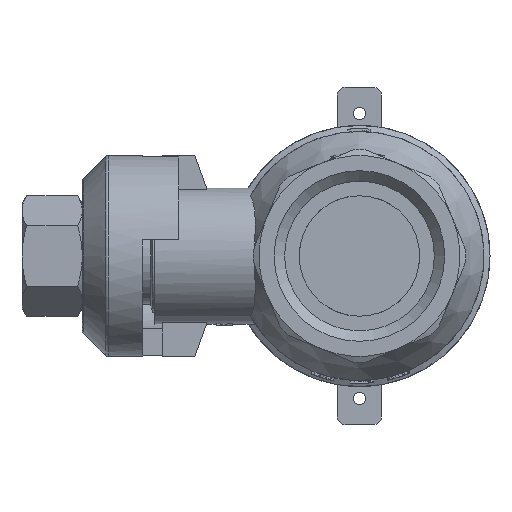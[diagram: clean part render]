
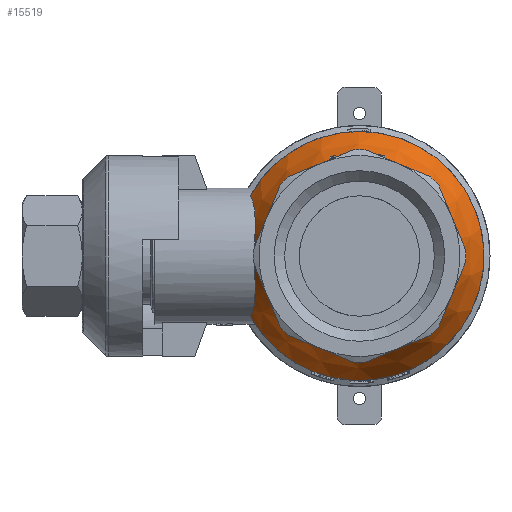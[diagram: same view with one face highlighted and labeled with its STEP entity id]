
A CAD part, left-side view. The second image highlights one B-rep face of the part: STEP entity #15519.
In plain terms, the highlighted conical face has half-angle 28.61 degrees and reference radius 12.5 mm.
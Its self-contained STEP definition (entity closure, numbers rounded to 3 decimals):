
#140=CONICAL_SURFACE('',#22235,12.5,0.499);
#338=B_SPLINE_CURVE_WITH_KNOTS('',3,(#30554,#30555,#30556,#30557,#30558,
#30559,#30560,#30561),.UNSPECIFIED.,.F.,.F.,(4,1,1,1,1,4),(0.,0.002,
0.005,0.009,0.014,0.018),
 .UNSPECIFIED.);
#4298=ORIENTED_EDGE('',*,*,#8801,.F.);
#4299=ORIENTED_EDGE('',*,*,#8435,.T.);
#4300=ORIENTED_EDGE('',*,*,#8861,.F.);
#8435=EDGE_CURVE('',#10750,#10751,#12308,.T.);
#8801=EDGE_CURVE('',#10750,#10751,#338,.T.);
#8861=EDGE_CURVE('',#11175,#11175,#12360,.T.);
#10750=VERTEX_POINT('',#29807);
#10751=VERTEX_POINT('',#29808);
#11175=VERTEX_POINT('',#30709);
#12308=CIRCLE('',#21883,15.5);
#12360=CIRCLE('',#22236,12.5);
#12737=EDGE_LOOP('',(#4298,#4299));
#12738=EDGE_LOOP('',(#4300));
#13792=FACE_BOUND('',#12737,.T.);
#13793=FACE_BOUND('',#12738,.T.);
#15519=ADVANCED_FACE('',(#13792,#13793),#140,.T.);
#21883=AXIS2_PLACEMENT_3D('',#29806,#24245,#24246);
#22235=AXIS2_PLACEMENT_3D('',#30707,#25017,#25018);
#22236=AXIS2_PLACEMENT_3D('',#30708,#25019,#25020);
#24245=DIRECTION('',(0.,-1.,0.));
#24246=DIRECTION('',(0.,0.,-1.));
#25017=DIRECTION('',(0.,1.,0.));
#25018=DIRECTION('',(1.,0.,0.));
#25019=DIRECTION('',(0.,-1.,0.));
#25020=DIRECTION('',(0.,0.,-1.));
#29806=CARTESIAN_POINT('',(0.,-4.,0.));
#29807=CARTESIAN_POINT('',(-7.5,-4.,13.565));
#29808=CARTESIAN_POINT('',(7.5,-4.,13.565));
#30554=CARTESIAN_POINT('',(-7.5,-4.,13.565));
#30555=CARTESIAN_POINT('',(-7.149,-4.659,13.348));
#30556=CARTESIAN_POINT('',(-6.268,-5.893,13.06));
#30557=CARTESIAN_POINT('',(-3.846,-7.858,12.937));
#30558=CARTESIAN_POINT('',(-0.001,-8.928,13.12));
#30559=CARTESIAN_POINT('',(4.618,-7.644,12.892));
#30560=CARTESIAN_POINT('',(6.797,-5.318,13.132));
#30561=CARTESIAN_POINT('',(7.5,-4.,13.565));
#30707=CARTESIAN_POINT('',(0.,-9.5,0.));
#30708=CARTESIAN_POINT('',(0.,-9.5,0.));
#30709=CARTESIAN_POINT('',(0.,-9.5,-12.5));
